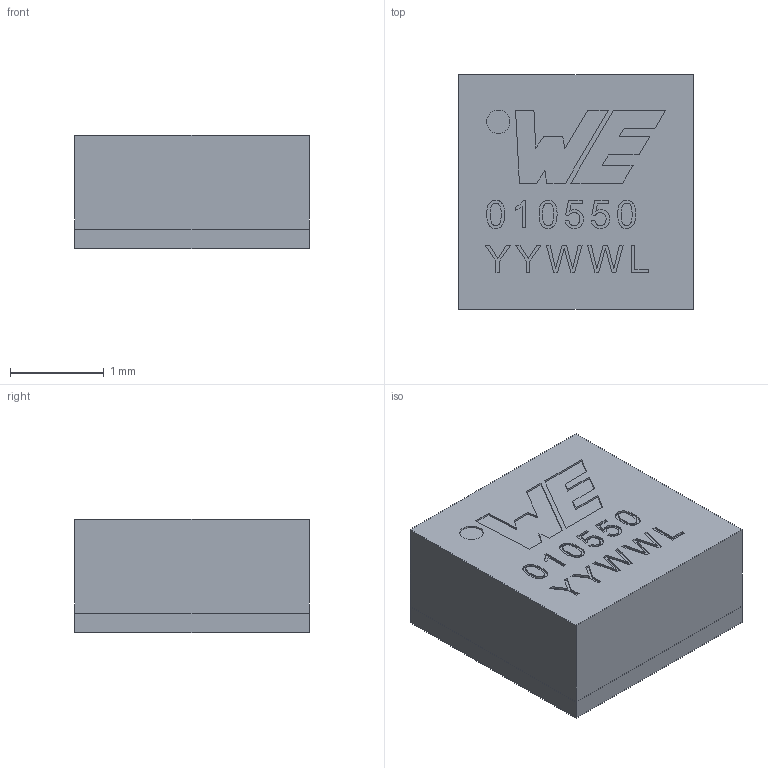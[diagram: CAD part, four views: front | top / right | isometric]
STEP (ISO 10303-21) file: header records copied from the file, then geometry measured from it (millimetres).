
FILE_DESCRIPTION(/* description */ (''),/* implementation_level */ '2;1');
FILE_NAME(/* name */ '171010550',/* time_stamp */ '2018-11-06T12:24:04+01:00',/* author */ ('WJ'),/* organization */ ('WÃ¼rth Elektronik eiSos GmbH & Co. KG'),/* preprocessor_version */ 'ST-DEVELOPER v16.7',/* originating_system */ 'DEX',/* authorisation */ $);
FILE_SCHEMA (('AUTOMOTIVE_DESIGN {1 0 10303 214 3 1 1}'));
Length unit declared in the file: millimetre
Products named in the file (4): 171010550; Base; Housing; SolderPins
Assembly tree (3 placements, depth 2):
  171010550
    Base
    Housing
    SolderPins
Bounding box: 2.5 x 2.5 x 1.21 mm (x, y, z)
Volume: 7.5 mm3; surface area: 43.7 mm2
Topology: 9 solids, 9 shells, 215 faces, 519 edges, 346 vertices
Faces by surface type: plane 186, bspline 28, cylinder 1
Full cylindrical faces by diameter (mm): 0.25 x1
Entity records: 7104 total; most frequent: CARTESIAN_POINT 2357, ORIENTED_EDGE 1024, DIRECTION 734, EDGE_CURVE 512, LINE 348, VECTOR 348, VERTEX_POINT 346, EDGE_LOOP 246
